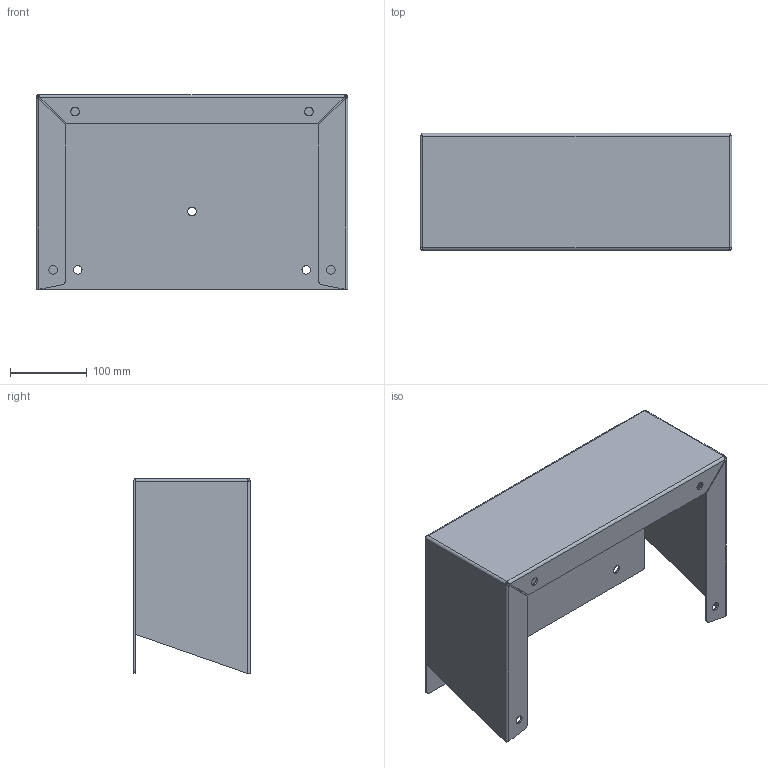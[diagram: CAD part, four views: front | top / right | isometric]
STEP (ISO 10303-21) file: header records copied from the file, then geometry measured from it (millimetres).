
FILE_DESCRIPTION (( 'STEP AP203' ), '1' );
FILE_NAME ('1481FA16K_Default.step', '2019-11-12T16:56:45', ( '' ), ( '' ), 'SwSTEP 2.0', 'SolidWorks 2019', '' );
FILE_SCHEMA (( 'CONFIG_CONTROL_DESIGN' ));
Length unit declared in the file: inch
Products named in the file (1): 1481FA16K_Default
Bounding box: 406.4 x 152.4 x 254 mm (x, y, z)
Volume: 622176.3 mm3; surface area: 522696 mm2
Topology: 1 solids, 1 shells, 78 faces, 188 edges, 112 vertices
Faces by surface type: plane 42, cylinder 30, bspline 6
Entity records: 2519 total; most frequent: CARTESIAN_POINT 629, ORIENTED_EDGE 376, DIRECTION 370, EDGE_CURVE 188, AXIS2_PLACEMENT_3D 129, VERTEX_POINT 112, VECTOR 112, LINE 112
